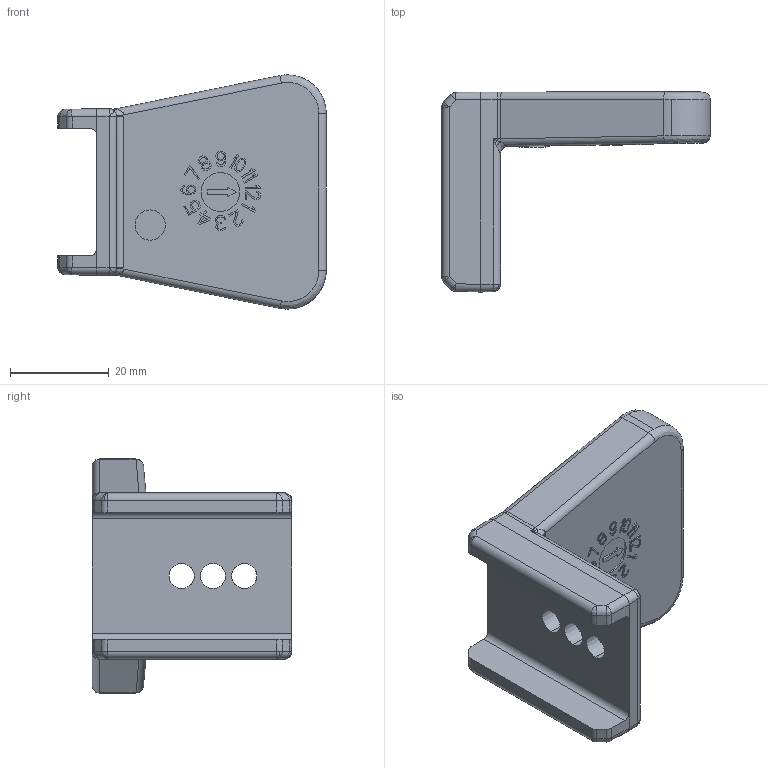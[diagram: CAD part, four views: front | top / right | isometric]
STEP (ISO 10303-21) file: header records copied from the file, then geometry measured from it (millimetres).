
FILE_DESCRIPTION (( 'STEP AP214' ), '1' );
FILE_NAME ('NBPC24-BPKG_3D.STEP', '2022-04-27T16:48:43', ( '' ), ( '' ), 'SwSTEP 2.0', 'SolidWorks 2021', '' );
FILE_SCHEMA (( 'AUTOMOTIVE_DESIGN' ));
Length unit declared in the file: inch
Products named in the file (4): NBPC24-BPKG_3D; Copy of 9912521-80-10_2^Copy of 24241030_ASM_2_NBPC24-BPKG; Copy of 24241030_ASM_2^NBPC24-BPKG; Copy of 24241030_2^Copy of 24241030_ASM_2_NBPC24-BPKG
Assembly tree (4 placements, depth 3):
  NBPC24-BPKG_3D
    Copy of 24241030_ASM_2^NBPC24-BPKG
      Copy of 24241030_2^Copy of 24241030_ASM_2_NBPC24-BPKG
      Copy of 9912521-80-10_2^Copy of 24241030_ASM_2_NBPC24-BPKG  x2
Bounding box: 54.48 x 40.51 x 47.49 mm (x, y, z)
Volume: 19653.7 mm3; surface area: 11987.5 mm2
Topology: 1 solids, 5 shells, 947 faces, 2551 edges, 1634 vertices
Faces by surface type: plane 732, cylinder 118, bspline 68, cone 29
Entity records: 30315 total; most frequent: CARTESIAN_POINT 7722, ORIENTED_EDGE 4886, DIRECTION 4247, EDGE_CURVE 2446, LINE 2117, VECTOR 2117, VERTEX_POINT 1586, AXIS2_PLACEMENT_3D 1065
